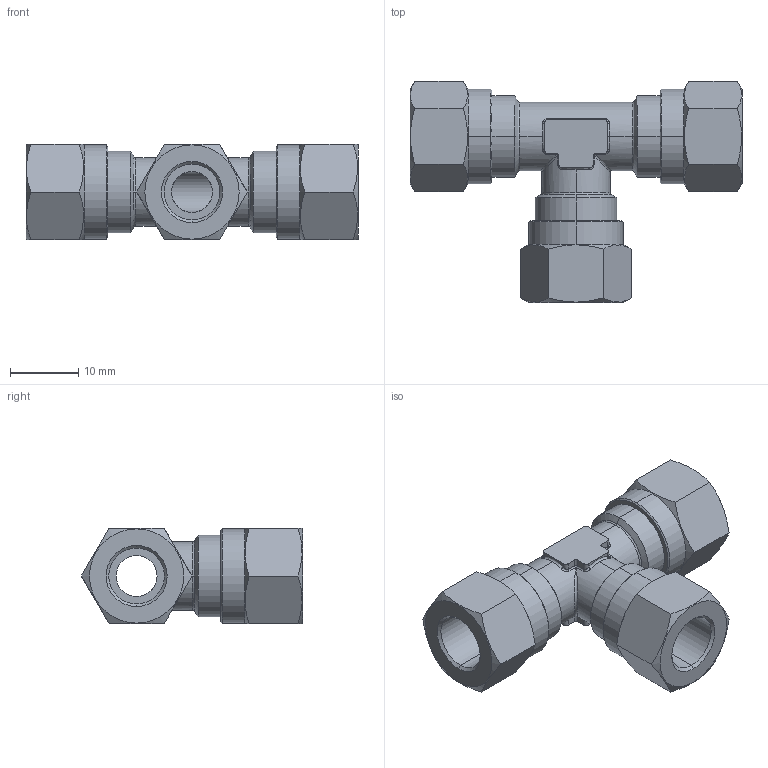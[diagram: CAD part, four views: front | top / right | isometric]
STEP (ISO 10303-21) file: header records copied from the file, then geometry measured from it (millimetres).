
FILE_DESCRIPTION (( 'STEP AP203' ), '1' );
FILE_NAME ('03080040.STEP', '2011-10-31T15:50:32', ( '' ), ( 'sopra-pneumatic' ), 'SwSTEP 2.0', 'SolidWorks 2011', '' );
FILE_SCHEMA (( 'CONFIG_CONTROL_DESIGN' ));
Length unit declared in the file: millimetre
Products named in the file (1): 03080040
Bounding box: 48.65 x 32.41 x 14 mm (x, y, z)
Volume: 5906.8 mm3; surface area: 4911.3 mm2
Topology: 1 solids, 1 shells, 160 faces, 390 edges, 233 vertices
Faces by surface type: cylinder 54, plane 45, cone 30, bspline 14, torus 13, sphere 4
Entity records: 5459 total; most frequent: CARTESIAN_POINT 1744, ORIENTED_EDGE 772, DIRECTION 764, EDGE_CURVE 386, AXIS2_PLACEMENT_3D 309, VERTEX_POINT 233, EDGE_LOOP 169, CIRCLE 162
